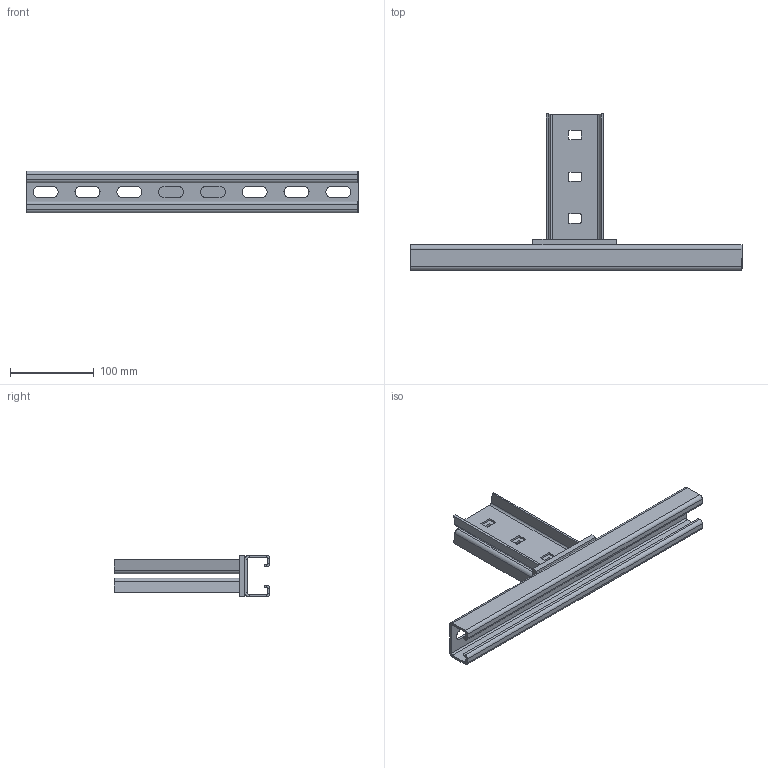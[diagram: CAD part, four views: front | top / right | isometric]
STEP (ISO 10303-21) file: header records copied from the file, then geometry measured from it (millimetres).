
FILE_DESCRIPTION (( 'STEP AP214' ), '1' );
FILE_NAME ('6347030.stp', '2017-12-07T10:13:44', ( '' ), ( '' ), 'SwSTEP 2.0', 'SolidWorks 2016', '' );
FILE_SCHEMA (( 'AUTOMOTIVE_DESIGN' ));
Length unit declared in the file: millimetre
Products named in the file (5): KTS 03.001-027_Spannlasche; KTS 02.020-003_Standard; 6347030; 036841_400; KTS 02.001-052_Standard
Assembly tree (5 placements, depth 3):
  6347030
    KTS 02.001-052_Standard
      KTS 02.020-003_Standard
      KTS 03.001-027_Spannlasche  x2
    036841_400
Bounding box: 397 x 186.5 x 50 mm (x, y, z)
Volume: 240823.4 mm3; surface area: 167737.4 mm2
Topology: 4 solids, 4 shells, 192 faces, 472 edges, 288 vertices
Faces by surface type: plane 124, cylinder 68
Entity records: 4796 total; most frequent: DIRECTION 770, CARTESIAN_POINT 727, ORIENTED_EDGE 712, EDGE_CURVE 356, AXIS2_PLACEMENT_3D 259, LINE 252, VECTOR 252, VERTEX_POINT 216
